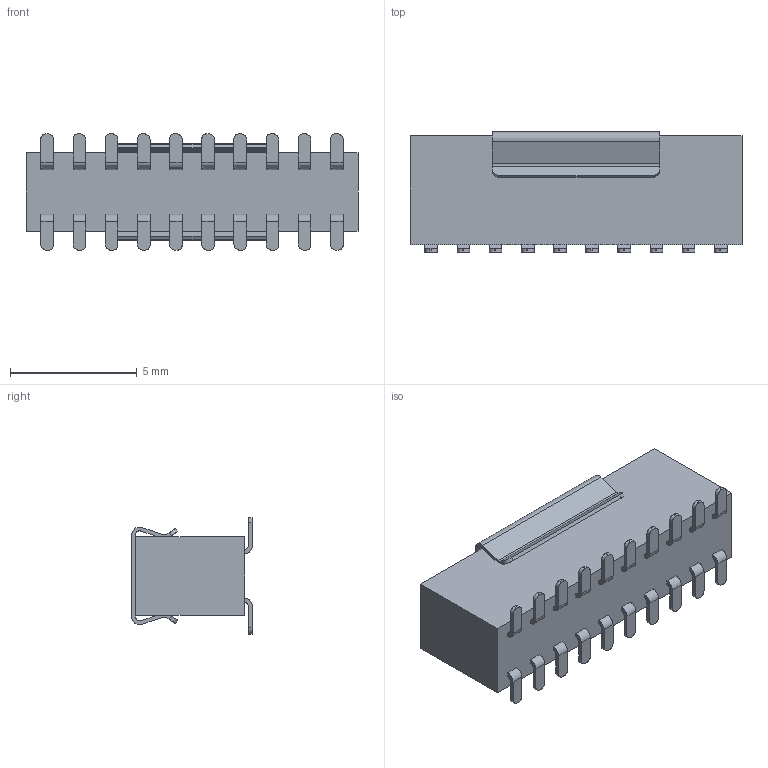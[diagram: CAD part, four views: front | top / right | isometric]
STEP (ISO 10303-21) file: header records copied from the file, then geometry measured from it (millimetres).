
FILE_DESCRIPTION( ('This file contains a STEP AP42 implementation' ,'as created by ZW3D STEP Interface translator.') ,'2;1' );
FILE_NAME( '2344-2XXMXXCUNX1.stp' ,'23 411. 85413', (''), ('ZWCAD Software Co.'), 'Version 1.0', 'ZW3D to STEP translator', '' );
FILE_SCHEMA(('AUTOMOTIVE_DESIGN { 1 0 10303 214 1 1 1 1 }'));
Length unit declared in the file: millimetre
Products named in the file (1): 0
Bounding box: 13.1 x 4.75 x 4.6 mm (x, y, z)
Volume: 137.6 mm3; surface area: 876.3 mm2
Topology: 1 solids, 9 shells, 2126 faces, 5994 edges, 3872 vertices
Faces by surface type: plane 1257, bspline 649, cylinder 220
Entity records: 80031 total; most frequent: CARTESIAN_POINT 27813, ORIENTED_EDGE 12028, DIRECTION 7739, EDGE_CURVE 6014, VECTOR 4447, LINE 4447, VERTEX_POINT 3892, EDGE_LOOP 2256
